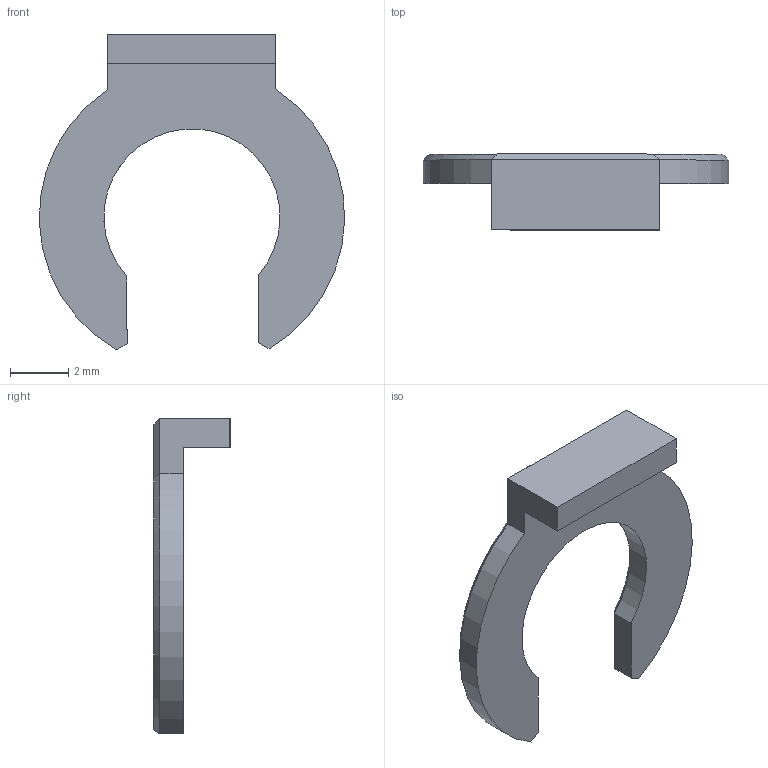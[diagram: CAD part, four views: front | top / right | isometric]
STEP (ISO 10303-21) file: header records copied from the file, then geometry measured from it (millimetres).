
FILE_DESCRIPTION(/* description */ (''),/* implementation_level */ '2;1');
FILE_NAME(/* name */ 'Stumpy PSF MK II Printable ECAS Clip.step',/* time_stamp */ '2026-01-09T18:34:28+13:00',/* author */ (''),/* organization */ (''),/* preprocessor_version */ 'ST-DEVELOPER v20.1',/* originating_system */ 'Autodesk Translation Framework v14.21.0.0',/* authorisation */ '');
FILE_SCHEMA (('AUTOMOTIVE_DESIGN { 1 0 10303 214 3 1 1 }'));
Length unit declared in the file: millimetre
Products named in the file (3): Stumpy PSF MK II Case; ECAS04 Clip; ECAS04 Clip_1
Assembly tree (2 placements, depth 3):
  Stumpy PSF MK II Case
    ECAS04 Clip
      ECAS04 Clip_1
Bounding box: 10.45 x 2.6 x 10.8 mm (x, y, z)
Volume: 62.2 mm3; surface area: 173.8 mm2
Topology: 1 solids, 1 shells, 24 faces, 59 edges, 37 vertices
Faces by surface type: plane 18, cylinder 3, cone 3
Entity records: 789 total; most frequent: CARTESIAN_POINT 147, ORIENTED_EDGE 118, DIRECTION 117, EDGE_CURVE 59, LINE 41, VECTOR 41, AXIS2_PLACEMENT_3D 38, VERTEX_POINT 37
